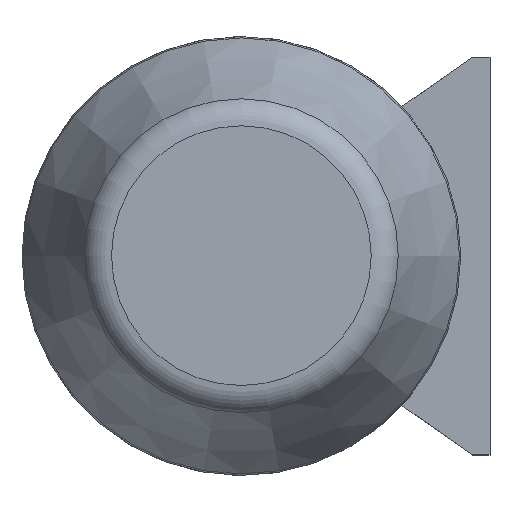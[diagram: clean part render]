
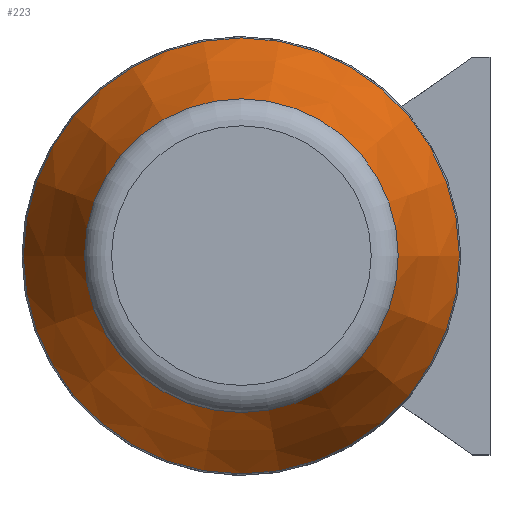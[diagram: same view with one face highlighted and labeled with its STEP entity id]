
A CAD part, top view. The second image highlights one B-rep face of the part: STEP entity #223.
In plain terms, the highlighted conical face has half-angle 22.5 degrees and reference radius 26.814 mm.
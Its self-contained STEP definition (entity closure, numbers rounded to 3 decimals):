
#177=CONICAL_SURFACE('',#911,26.814,22.5);
#223=ADVANCED_FACE('',(#297,#298),#177,.T.);
#297=FACE_BOUND('',#362,.T.);
#298=FACE_BOUND('',#363,.T.);
#362=EDGE_LOOP('',(#453));
#363=EDGE_LOOP('',(#454));
#453=ORIENTED_EDGE('',*,*,#752,.T.);
#454=ORIENTED_EDGE('',*,*,#753,.F.);
#669=VERTEX_POINT('',#1277);
#670=VERTEX_POINT('',#1280);
#752=EDGE_CURVE('',#669,#669,#862,.T.);
#753=EDGE_CURVE('',#670,#670,#863,.T.);
#862=CIRCLE('',#908,37.272);
#863=CIRCLE('',#910,26.814);
#908=AXIS2_PLACEMENT_3D('',#1276,#1021,#1022);
#910=AXIS2_PLACEMENT_3D('',#1279,#1025,#1026);
#911=AXIS2_PLACEMENT_3D('',#1281,#1027,#1028);
#1021=DIRECTION('',(0.,0.,1.));
#1022=DIRECTION('',(1.,0.,0.));
#1025=DIRECTION('',(0.,0.,1.));
#1026=DIRECTION('',(1.,0.,0.));
#1027=DIRECTION('',(0.,0.,-1.));
#1028=DIRECTION('',(-1.,0.,0.));
#1276=CARTESIAN_POINT('',(0.,0.,38.762));
#1277=CARTESIAN_POINT('',(37.272,0.,38.762));
#1279=CARTESIAN_POINT('',(0.,0.,64.009));
#1280=CARTESIAN_POINT('',(26.814,0.,64.009));
#1281=CARTESIAN_POINT('',(0.,0.,64.009));
